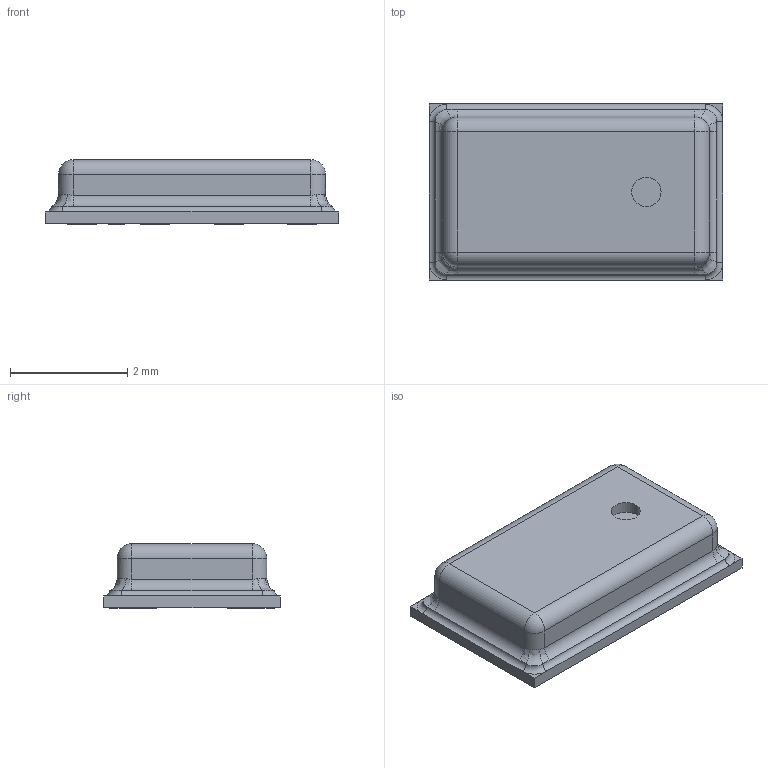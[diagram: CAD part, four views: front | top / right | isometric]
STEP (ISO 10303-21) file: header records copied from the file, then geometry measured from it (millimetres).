
FILE_DESCRIPTION (( 'STEP AP214' ), '1' );
FILE_NAME ('錨璃28.STEP', '2025-04-17T09:13:35', ( '' ), ( '' ), 'SwSTEP 2.0', 'SolidWorks 2021', '' );
FILE_SCHEMA (( 'AUTOMOTIVE_DESIGN' ));
Length unit declared in the file: millimetre
Products named in the file (1): 錨璃28
Bounding box: 5 x 3 x 1.1 mm (x, y, z)
Volume: 13.4 mm3; surface area: 43 mm2
Topology: 1 solids, 1 shells, 97 faces, 223 edges, 134 vertices
Faces by surface type: plane 59, cylinder 18, bspline 12, sphere 4, torus 4
Entity records: 3882 total; most frequent: CARTESIAN_POINT 651, ORIENTED_EDGE 438, DIRECTION 427, EDGE_CURVE 219, LINE 159, VECTOR 159, AXIS2_PLACEMENT_3D 134, VERTEX_POINT 134
